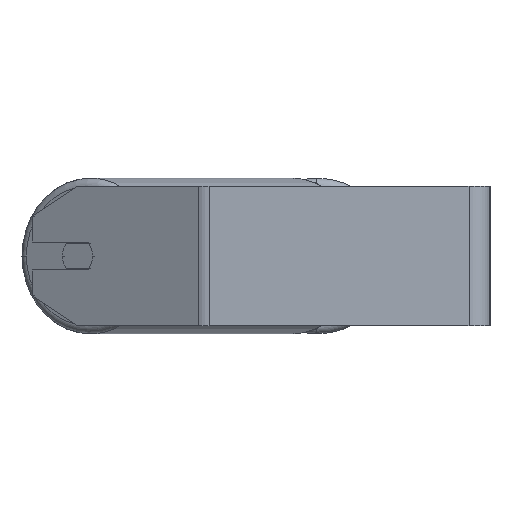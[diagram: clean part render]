
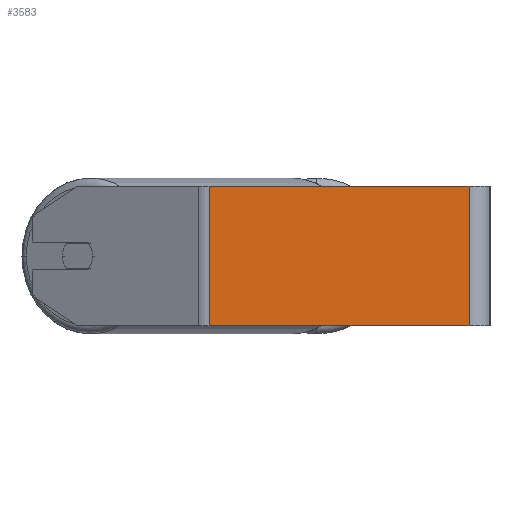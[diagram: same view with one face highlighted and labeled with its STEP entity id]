
A CAD part, left-side view. The second image highlights one B-rep face of the part: STEP entity #3583.
In plain terms, the highlighted planar face has unit normal (-1, 0, 0).
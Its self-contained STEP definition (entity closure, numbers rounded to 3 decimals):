
#87 = EDGE_CURVE ( 'NONE', #6135, #1463, #5025, .T. ) ;
#240 = LINE ( 'NONE', #2247, #8402 ) ;
#398 = DIRECTION ( 'NONE',  ( 0., 0., -1. ) ) ;
#526 = ORIENTED_EDGE ( 'NONE', *, *, #942, .T. ) ;
#699 = VERTEX_POINT ( 'NONE', #5444 ) ;
#942 = EDGE_CURVE ( 'NONE', #7176, #6135, #1624, .T. ) ;
#1331 = ORIENTED_EDGE ( 'NONE', *, *, #4604, .F. ) ;
#1419 = CARTESIAN_POINT ( 'NONE',  ( -415., 160.542, -40. ) ) ;
#1463 = VERTEX_POINT ( 'NONE', #2615 ) ;
#1624 = LINE ( 'NONE', #8580, #7315 ) ;
#2175 = LINE ( 'NONE', #4889, #5408 ) ;
#2247 = CARTESIAN_POINT ( 'NONE',  ( -415., 163.758, 40. ) ) ;
#2615 = CARTESIAN_POINT ( 'NONE',  ( -415., 12., -40. ) ) ;
#3107 = DIRECTION ( 'NONE',  ( 0., -1., 0. ) ) ;
#3112 = VECTOR ( 'NONE', #3107, 1000. ) ;
#3583 = ADVANCED_FACE ( 'NONE', ( #3666 ), #5624, .F. ) ;
#3666 = FACE_OUTER_BOUND ( 'NONE', #7810, .T. ) ;
#3757 = ORIENTED_EDGE ( 'NONE', *, *, #87, .T. ) ;
#4604 = EDGE_CURVE ( 'NONE', #699, #1463, #2175, .T. ) ;
#4818 = AXIS2_PLACEMENT_3D ( 'NONE', #7611, #5762, #398 ) ;
#4846 = DIRECTION ( 'NONE',  ( 0., 0., -1. ) ) ;
#4889 = CARTESIAN_POINT ( 'NONE',  ( -415., 12., 40. ) ) ;
#5025 = LINE ( 'NONE', #7772, #3112 ) ;
#5123 = DIRECTION ( 'NONE',  ( 0., 0., -1. ) ) ;
#5408 = VECTOR ( 'NONE', #4846, 1000. ) ;
#5444 = CARTESIAN_POINT ( 'NONE',  ( -415., 12., 40. ) ) ;
#5624 = PLANE ( 'NONE',  #4818 ) ;
#5762 = DIRECTION ( 'NONE',  ( 1., 0., 0. ) ) ;
#6135 = VERTEX_POINT ( 'NONE', #1419 ) ;
#6368 = EDGE_CURVE ( 'NONE', #7176, #699, #240, .T. ) ;
#6462 = ORIENTED_EDGE ( 'NONE', *, *, #6368, .F. ) ;
#7015 = DIRECTION ( 'NONE',  ( 0., -1., 0. ) ) ;
#7076 = CARTESIAN_POINT ( 'NONE',  ( -415., 160.542, 40. ) ) ;
#7176 = VERTEX_POINT ( 'NONE', #7076 ) ;
#7315 = VECTOR ( 'NONE', #5123, 1000. ) ;
#7611 = CARTESIAN_POINT ( 'NONE',  ( -415., 163.758, 40. ) ) ;
#7772 = CARTESIAN_POINT ( 'NONE',  ( -415., 163.758, -40. ) ) ;
#7810 = EDGE_LOOP ( 'NONE', ( #3757, #1331, #6462, #526 ) ) ;
#8402 = VECTOR ( 'NONE', #7015, 1000. ) ;
#8580 = CARTESIAN_POINT ( 'NONE',  ( -415., 160.542, 40. ) ) ;
